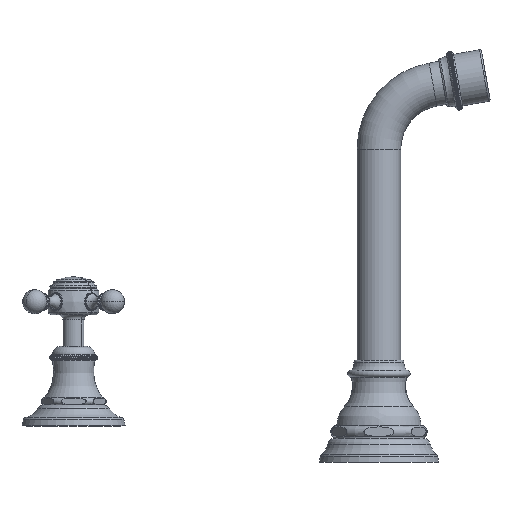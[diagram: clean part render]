
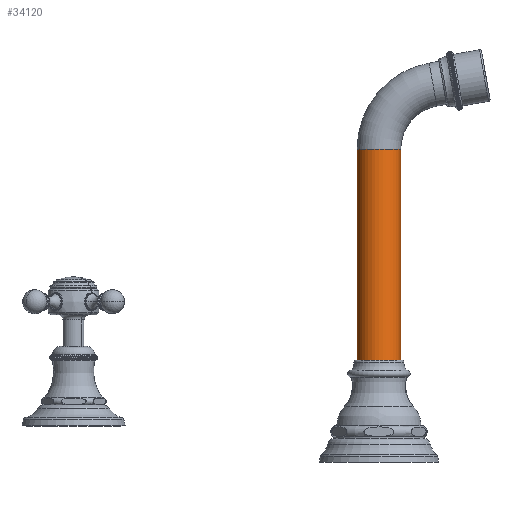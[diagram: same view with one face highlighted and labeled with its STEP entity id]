
A CAD part, left-side view. The second image highlights one B-rep face of the part: STEP entity #34120.
In plain terms, the highlighted cylindrical face has radius 12.7 mm (diameter 25.4 mm), a partial arc.
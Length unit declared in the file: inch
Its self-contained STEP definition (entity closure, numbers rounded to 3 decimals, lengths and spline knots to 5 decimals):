
#30666=DIRECTION('',(0.,0.,1.));
#30667=VECTOR('',#30666,4.84);
#30668=CARTESIAN_POINT('',(0.,-0.5,1.5));
#30669=LINE('',#30668,#30667);
#30689=CARTESIAN_POINT('',(0.,0.,1.5));
#30690=DIRECTION('',(0.,0.,1.));
#30691=DIRECTION('',(0.,1.,0.));
#30692=AXIS2_PLACEMENT_3D('',#30689,#30690,#30691);
#31623=DIRECTION('',(0.,0.,1.));
#31624=VECTOR('',#31623,4.84);
#31625=CARTESIAN_POINT('',(0.,0.5,1.5));
#31626=LINE('',#31625,#31624);
#31630=CARTESIAN_POINT('',(0.,0.,6.34));
#31631=DIRECTION('',(0.,0.,1.));
#31632=DIRECTION('',(0.,1.,0.));
#31633=AXIS2_PLACEMENT_3D('',#31630,#31631,#31632);
#32330=CARTESIAN_POINT('',(0.,0.5,6.34));
#32331=CARTESIAN_POINT('',(0.,-0.5,6.34));
#32332=VERTEX_POINT('',#32330);
#32333=VERTEX_POINT('',#32331);
#32338=CARTESIAN_POINT('',(0.,0.5,1.5));
#32339=CARTESIAN_POINT('',(0.,-0.5,1.5));
#32340=VERTEX_POINT('',#32338);
#32341=VERTEX_POINT('',#32339);
#34108=CARTESIAN_POINT('',(0.,0.,1.));
#34109=DIRECTION('',(0.,0.,1.));
#34110=DIRECTION('',(0.,1.,0.));
#34111=AXIS2_PLACEMENT_3D('',#34108,#34109,#34110);
#34112=CYLINDRICAL_SURFACE('',#34111,0.5);
#34113=ORIENTED_EDGE('',*,*,#33430,.F.);
#34114=ORIENTED_EDGE('',*,*,#33407,.T.);
#34116=ORIENTED_EDGE('',*,*,#34115,.T.);
#34117=ORIENTED_EDGE('',*,*,#33404,.F.);
#34118=EDGE_LOOP('',(#34113,#34114,#34116,#34117));
#34119=FACE_OUTER_BOUND('',#34118,.F.);
#30693=CIRCLE('',#30692,0.5);
#31634=CIRCLE('',#31633,0.5);
#33404=EDGE_CURVE('',#32341,#32333,#30669,.T.);
#33407=EDGE_CURVE('',#32340,#32332,#31626,.T.);
#33430=EDGE_CURVE('',#32340,#32341,#30693,.T.);
#34115=EDGE_CURVE('',#32332,#32333,#31634,.T.);
#34120=ADVANCED_FACE('',(#34119),#34112,.T.);
